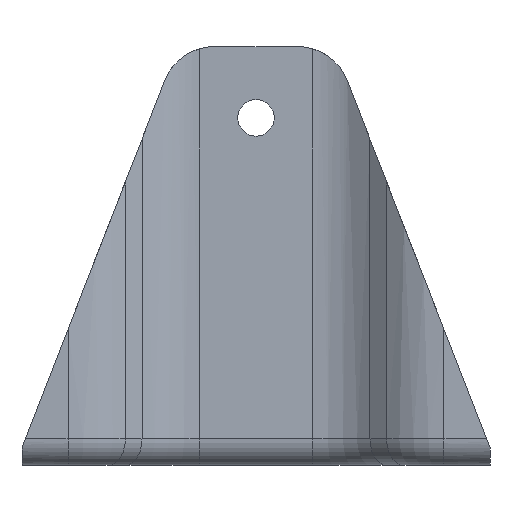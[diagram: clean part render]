
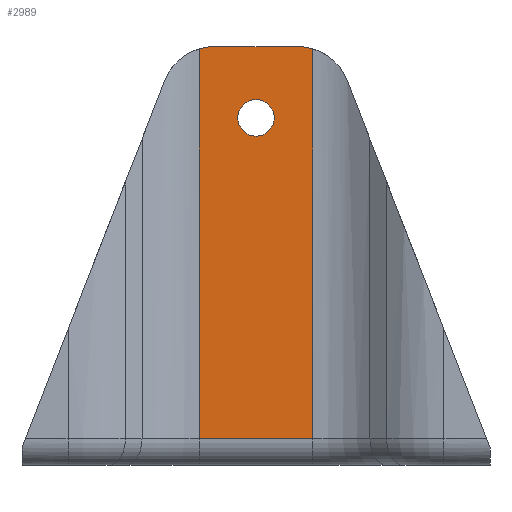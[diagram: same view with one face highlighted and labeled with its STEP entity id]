
A CAD part, front view. The second image highlights one B-rep face of the part: STEP entity #2989.
In plain terms, the highlighted planar face has unit normal (0, -1, 0).
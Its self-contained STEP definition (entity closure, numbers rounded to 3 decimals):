
#46 = EDGE_CURVE ( 'NONE', #3776, #1471, #1901, .T. ) ;
#70 = LINE ( 'NONE', #3166, #709 ) ;
#76 = VERTEX_POINT ( 'NONE', #609 ) ;
#113 = DIRECTION ( 'NONE',  ( 0., 1., 0. ) ) ;
#137 = DIRECTION ( 'NONE',  ( 0., -1., 0. ) ) ;
#186 = ORIENTED_EDGE ( 'NONE', *, *, #3702, .T. ) ;
#193 = VECTOR ( 'NONE', #3159, 1000. ) ;
#223 = EDGE_CURVE ( 'NONE', #1471, #743, #2957, .T. ) ;
#249 = AXIS2_PLACEMENT_3D ( 'NONE', #2584, #1364, #2935 ) ;
#284 = VERTEX_POINT ( 'NONE', #299 ) ;
#299 = CARTESIAN_POINT ( 'NONE',  ( -9.291, -30., 94. ) ) ;
#344 = EDGE_LOOP ( 'NONE', ( #1595, #3948 ) ) ;
#419 = DIRECTION ( 'NONE',  ( 0., 0., 1. ) ) ;
#438 = CARTESIAN_POINT ( 'NONE',  ( -9.291, -30., 82. ) ) ;
#510 = DIRECTION ( 'NONE',  ( 0., 0., 1. ) ) ;
#567 = LINE ( 'NONE', #2106, #3044 ) ;
#593 = CARTESIAN_POINT ( 'NONE',  ( 0., -30., 82.1 ) ) ;
#609 = CARTESIAN_POINT ( 'NONE',  ( 9.291, -30., 94. ) ) ;
#616 = ORIENTED_EDGE ( 'NONE', *, *, #3084, .F. ) ;
#658 = EDGE_CURVE ( 'NONE', #795, #1271, #1950, .T. ) ;
#709 = VECTOR ( 'NONE', #2806, 1000. ) ;
#743 = VERTEX_POINT ( 'NONE', #1849 ) ;
#754 = EDGE_LOOP ( 'NONE', ( #857, #841, #2332, #3147, #616, #186 ) ) ;
#769 = CARTESIAN_POINT ( 'NONE',  ( -20., -30., 6. ) ) ;
#795 = VERTEX_POINT ( 'NONE', #3188 ) ;
#841 = ORIENTED_EDGE ( 'NONE', *, *, #223, .T. ) ;
#857 = ORIENTED_EDGE ( 'NONE', *, *, #46, .T. ) ;
#870 = FACE_BOUND ( 'NONE', #344, .T. ) ;
#906 = EDGE_CURVE ( 'NONE', #743, #2717, #70, .T. ) ;
#1253 = CARTESIAN_POINT ( 'NONE',  ( -12.721, -30., 0. ) ) ;
#1271 = VERTEX_POINT ( 'NONE', #593 ) ;
#1364 = DIRECTION ( 'NONE',  ( 0., 1., 0. ) ) ;
#1366 = VECTOR ( 'NONE', #3299, 1000. ) ;
#1471 = VERTEX_POINT ( 'NONE', #2678 ) ;
#1472 = PLANE ( 'NONE',  #1867 ) ;
#1499 = AXIS2_PLACEMENT_3D ( 'NONE', #2909, #113, #419 ) ;
#1595 = ORIENTED_EDGE ( 'NONE', *, *, #3715, .T. ) ;
#1849 = CARTESIAN_POINT ( 'NONE',  ( 12.721, -30., 6. ) ) ;
#1867 = AXIS2_PLACEMENT_3D ( 'NONE', #3306, #3956, #510 ) ;
#1878 = DIRECTION ( 'NONE',  ( 0., 0., 1. ) ) ;
#1901 = LINE ( 'NONE', #1253, #193 ) ;
#1950 = CIRCLE ( 'NONE', #1499, 4.1 ) ;
#2008 = AXIS2_PLACEMENT_3D ( 'NONE', #438, #137, #2254 ) ;
#2106 = CARTESIAN_POINT ( 'NONE',  ( -20., -30., 94. ) ) ;
#2254 = DIRECTION ( 'NONE',  ( 0., 0., 1. ) ) ;
#2332 = ORIENTED_EDGE ( 'NONE', *, *, #906, .T. ) ;
#2378 = DIRECTION ( 'NONE',  ( 1., 0., 0. ) ) ;
#2453 = FACE_OUTER_BOUND ( 'NONE', #754, .T. ) ;
#2460 = CIRCLE ( 'NONE', #3613, 12. ) ;
#2584 = CARTESIAN_POINT ( 'NONE',  ( 0., -30., 78. ) ) ;
#2678 = CARTESIAN_POINT ( 'NONE',  ( -12.721, -30., 6. ) ) ;
#2698 = DIRECTION ( 'NONE',  ( 0., -1., 0. ) ) ;
#2717 = VERTEX_POINT ( 'NONE', #3050 ) ;
#2725 = CIRCLE ( 'NONE', #2008, 12. ) ;
#2806 = DIRECTION ( 'NONE',  ( 0., 0., 1. ) ) ;
#2909 = CARTESIAN_POINT ( 'NONE',  ( 0., -30., 78. ) ) ;
#2935 = DIRECTION ( 'NONE',  ( 0., 0., 1. ) ) ;
#2957 = LINE ( 'NONE', #769, #1366 ) ;
#2989 = ADVANCED_FACE ( 'NONE', ( #870, #2453 ), #1472, .F. ) ;
#3044 = VECTOR ( 'NONE', #2378, 1000. ) ;
#3050 = CARTESIAN_POINT ( 'NONE',  ( 12.721, -30., 93.5 ) ) ;
#3084 = EDGE_CURVE ( 'NONE', #284, #76, #567, .T. ) ;
#3120 = EDGE_CURVE ( 'NONE', #2717, #76, #2460, .T. ) ;
#3147 = ORIENTED_EDGE ( 'NONE', *, *, #3120, .T. ) ;
#3159 = DIRECTION ( 'NONE',  ( 0., 0., -1. ) ) ;
#3166 = CARTESIAN_POINT ( 'NONE',  ( 12.721, -30., 94. ) ) ;
#3188 = CARTESIAN_POINT ( 'NONE',  ( 0., -30., 73.9 ) ) ;
#3285 = CARTESIAN_POINT ( 'NONE',  ( 9.291, -30., 82. ) ) ;
#3299 = DIRECTION ( 'NONE',  ( 1., 0., 0. ) ) ;
#3306 = CARTESIAN_POINT ( 'NONE',  ( -20., -30., 94. ) ) ;
#3484 = CIRCLE ( 'NONE', #249, 4.1 ) ;
#3549 = CARTESIAN_POINT ( 'NONE',  ( -12.721, -30., 93.5 ) ) ;
#3613 = AXIS2_PLACEMENT_3D ( 'NONE', #3285, #2698, #1878 ) ;
#3702 = EDGE_CURVE ( 'NONE', #284, #3776, #2725, .T. ) ;
#3715 = EDGE_CURVE ( 'NONE', #1271, #795, #3484, .T. ) ;
#3776 = VERTEX_POINT ( 'NONE', #3549 ) ;
#3948 = ORIENTED_EDGE ( 'NONE', *, *, #658, .T. ) ;
#3956 = DIRECTION ( 'NONE',  ( 0., 1., 0. ) ) ;
